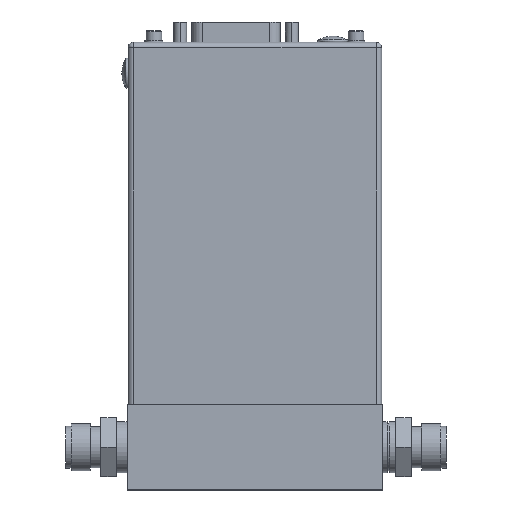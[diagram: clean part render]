
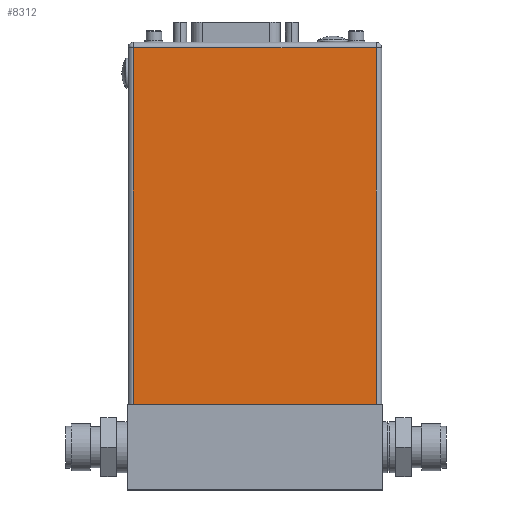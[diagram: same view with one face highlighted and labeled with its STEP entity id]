
A CAD part, top view. The second image highlights one B-rep face of the part: STEP entity #8312.
In plain terms, the highlighted planar face has unit normal (0, 0, 1).
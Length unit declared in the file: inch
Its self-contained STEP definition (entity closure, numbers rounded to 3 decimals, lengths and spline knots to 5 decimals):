
#1397=DIRECTION('',(0.,1.,0.));
#1398=VECTOR('',#1397,4.188);
#1399=CARTESIAN_POINT('',(3.,1.,0.7125));
#1400=LINE('',#1399,#1398);
#1405=DIRECTION('',(-1.,0.,0.));
#1406=VECTOR('',#1405,2.851);
#1407=CARTESIAN_POINT('',(3.,1.,0.7125));
#1408=LINE('',#1407,#1406);
#1413=DIRECTION('',(0.,-1.,0.));
#1414=VECTOR('',#1413,4.188);
#1415=CARTESIAN_POINT('',(0.149,5.188,0.7125));
#1416=LINE('',#1415,#1414);
#1468=DIRECTION('',(-1.,0.,0.));
#1469=VECTOR('',#1468,2.851);
#1470=CARTESIAN_POINT('',(3.,5.188,0.7125));
#1471=LINE('',#1470,#1469);
#5578=CARTESIAN_POINT('',(0.149,1.,0.7125));
#5579=VERTEX_POINT('',#5578);
#5580=CARTESIAN_POINT('',(3.,1.,0.7125));
#5581=VERTEX_POINT('',#5580);
#5732=CARTESIAN_POINT('',(3.,5.188,0.7125));
#5733=VERTEX_POINT('',#5732);
#5734=CARTESIAN_POINT('',(0.149,5.188,0.7125));
#5735=VERTEX_POINT('',#5734);
#8299=CARTESIAN_POINT('',(0.087,1.,0.7125));
#8300=DIRECTION('',(0.,0.,1.));
#8301=DIRECTION('',(1.,0.,0.));
#8302=AXIS2_PLACEMENT_3D('',#8299,#8300,#8301);
#8303=PLANE('',#8302);
#8304=ORIENTED_EDGE('',*,*,#7323,.T.);
#8306=ORIENTED_EDGE('',*,*,#8305,.F.);
#8308=ORIENTED_EDGE('',*,*,#8307,.F.);
#8309=ORIENTED_EDGE('',*,*,#8291,.F.);
#8310=EDGE_LOOP('',(#8304,#8306,#8308,#8309));
#8311=FACE_OUTER_BOUND('',#8310,.F.);
#8312=ADVANCED_FACE('',(#8311),#8303,.T.);
#7323=EDGE_CURVE('',#5581,#5579,#1408,.T.);
#8291=EDGE_CURVE('',#5581,#5733,#1400,.T.);
#8305=EDGE_CURVE('',#5735,#5579,#1416,.T.);
#8307=EDGE_CURVE('',#5733,#5735,#1471,.T.);
